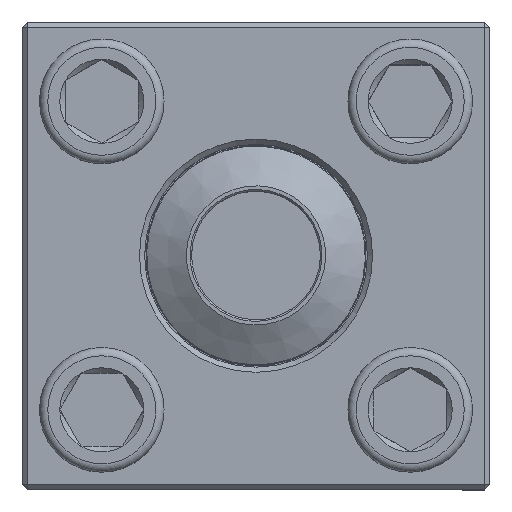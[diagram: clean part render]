
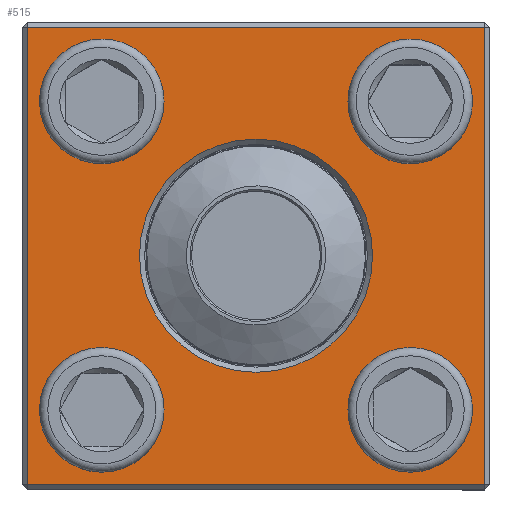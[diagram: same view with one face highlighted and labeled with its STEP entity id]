
A CAD part, top view. The second image highlights one B-rep face of the part: STEP entity #515.
In plain terms, the highlighted planar face has unit normal (0, 0, 1).
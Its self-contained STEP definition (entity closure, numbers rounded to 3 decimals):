
#305=FACE_BOUND('',#744,.T.);
#306=FACE_BOUND('',#745,.T.);
#307=FACE_BOUND('',#746,.T.);
#308=FACE_BOUND('',#747,.T.);
#309=FACE_BOUND('',#748,.T.);
#310=FACE_BOUND('',#749,.T.);
#428=CIRCLE('',#1716,22.45);
#429=CIRCLE('',#1717,9.);
#430=CIRCLE('',#1718,9.);
#431=CIRCLE('',#1719,9.);
#432=CIRCLE('',#1720,9.);
#515=ADVANCED_FACE('',(#305,#306,#307,#308,#309,#310),#633,.F.);
#633=PLANE('',#1721);
#744=EDGE_LOOP('',(#936));
#745=EDGE_LOOP('',(#937,#938,#939,#940));
#746=EDGE_LOOP('',(#941));
#747=EDGE_LOOP('',(#942));
#748=EDGE_LOOP('',(#943));
#749=EDGE_LOOP('',(#944));
#936=ORIENTED_EDGE('',*,*,#1416,.T.);
#937=ORIENTED_EDGE('',*,*,#1417,.T.);
#938=ORIENTED_EDGE('',*,*,#1418,.T.);
#939=ORIENTED_EDGE('',*,*,#1419,.T.);
#940=ORIENTED_EDGE('',*,*,#1420,.T.);
#941=ORIENTED_EDGE('',*,*,#1421,.T.);
#942=ORIENTED_EDGE('',*,*,#1422,.T.);
#943=ORIENTED_EDGE('',*,*,#1423,.T.);
#944=ORIENTED_EDGE('',*,*,#1424,.T.);
#1294=VERTEX_POINT('',#2460);
#1295=VERTEX_POINT('',#2462);
#1296=VERTEX_POINT('',#2463);
#1297=VERTEX_POINT('',#2465);
#1298=VERTEX_POINT('',#2467);
#1299=VERTEX_POINT('',#2470);
#1300=VERTEX_POINT('',#2472);
#1301=VERTEX_POINT('',#2474);
#1302=VERTEX_POINT('',#2476);
#1416=EDGE_CURVE('',#1294,#1294,#428,.T.);
#1417=EDGE_CURVE('',#1295,#1296,#1595,.T.);
#1418=EDGE_CURVE('',#1296,#1297,#1596,.T.);
#1419=EDGE_CURVE('',#1297,#1298,#1597,.T.);
#1420=EDGE_CURVE('',#1298,#1295,#1598,.T.);
#1421=EDGE_CURVE('',#1299,#1299,#429,.T.);
#1422=EDGE_CURVE('',#1300,#1300,#430,.T.);
#1423=EDGE_CURVE('',#1301,#1301,#431,.T.);
#1424=EDGE_CURVE('',#1302,#1302,#432,.T.);
#1595=LINE('',#2461,#1661);
#1596=LINE('',#2464,#1662);
#1597=LINE('',#2466,#1663);
#1598=LINE('',#2468,#1664);
#1661=VECTOR('',#1954,1.);
#1662=VECTOR('',#1955,1.);
#1663=VECTOR('',#1956,1.);
#1664=VECTOR('',#1957,1.);
#1716=AXIS2_PLACEMENT_3D('',#2459,#1952,#1953);
#1717=AXIS2_PLACEMENT_3D('',#2469,#1958,#1959);
#1718=AXIS2_PLACEMENT_3D('',#2471,#1960,#1961);
#1719=AXIS2_PLACEMENT_3D('',#2473,#1962,#1963);
#1720=AXIS2_PLACEMENT_3D('',#2475,#1964,#1965);
#1721=AXIS2_PLACEMENT_3D('',#2477,#1966,#1967);
#1952=DIRECTION('',(0.,0.,-1.));
#1953=DIRECTION('',(-1.,0.,0.));
#1954=DIRECTION('',(-1.,0.,0.));
#1955=DIRECTION('',(0.,-1.,0.));
#1956=DIRECTION('',(1.,0.,0.));
#1957=DIRECTION('',(0.,1.,0.));
#1958=DIRECTION('',(0.,0.,-1.));
#1959=DIRECTION('',(-1.,0.,0.));
#1960=DIRECTION('',(0.,0.,-1.));
#1961=DIRECTION('',(-1.,0.,0.));
#1962=DIRECTION('',(0.,0.,-1.));
#1963=DIRECTION('',(-1.,0.,0.));
#1964=DIRECTION('',(0.,0.,-1.));
#1965=DIRECTION('',(-1.,0.,0.));
#1966=DIRECTION('',(0.,0.,-1.));
#1967=DIRECTION('',(-1.,0.,0.));
#2459=CARTESIAN_POINT('',(0.,0.,32.));
#2460=CARTESIAN_POINT('',(-22.45,0.,32.));
#2461=CARTESIAN_POINT('',(-45.,44.,32.));
#2462=CARTESIAN_POINT('',(44.,44.,32.));
#2463=CARTESIAN_POINT('',(-44.,44.,32.));
#2464=CARTESIAN_POINT('',(-44.,-45.,32.));
#2465=CARTESIAN_POINT('',(-44.,-44.,32.));
#2466=CARTESIAN_POINT('',(45.,-44.,32.));
#2467=CARTESIAN_POINT('',(44.,-44.,32.));
#2468=CARTESIAN_POINT('',(44.,45.,32.));
#2469=CARTESIAN_POINT('',(-29.698,-29.698,32.));
#2470=CARTESIAN_POINT('',(-38.698,-29.698,32.));
#2471=CARTESIAN_POINT('',(-29.698,29.698,32.));
#2472=CARTESIAN_POINT('',(-38.698,29.698,32.));
#2473=CARTESIAN_POINT('',(29.698,29.698,32.));
#2474=CARTESIAN_POINT('',(20.698,29.698,32.));
#2475=CARTESIAN_POINT('',(29.698,-29.698,32.));
#2476=CARTESIAN_POINT('',(20.698,-29.698,32.));
#2477=CARTESIAN_POINT('',(0.,0.,32.));
